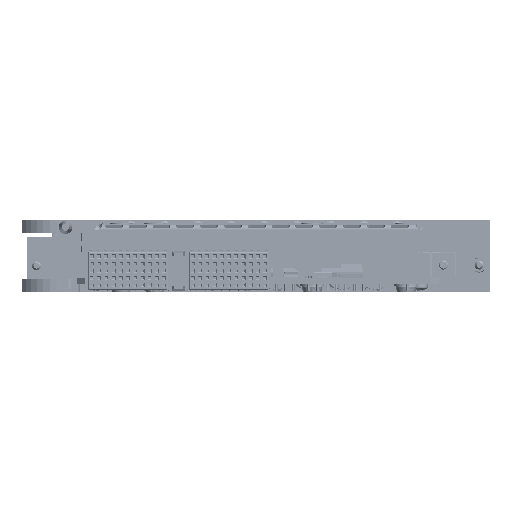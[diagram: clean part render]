
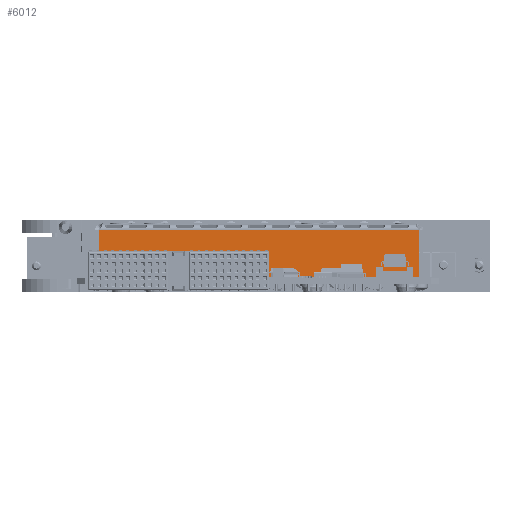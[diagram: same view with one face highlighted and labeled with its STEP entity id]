
A CAD part, left-side view. The second image highlights one B-rep face of the part: STEP entity #6012.
In plain terms, the highlighted planar face has unit normal (-1, 0, 0).
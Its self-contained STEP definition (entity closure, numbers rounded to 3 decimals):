
#6012 = ADVANCED_FACE ( 'NONE', ( #512238 ), #540634, .F. ) ;
#50405 = CARTESIAN_POINT ( 'NONE',  ( -27.72, -17.257, -6.467 ) ) ;
#50421 = DIRECTION ( 'NONE',  ( 0., 0., -1. ) ) ;
#66474 = EDGE_LOOP ( 'NONE', ( #90593, #90595, #90597, #90599, #90601, #90603, #90606, #90608 ) ) ;
#81786 = CARTESIAN_POINT ( 'NONE',  ( -27.72, -18.328, -6.467 ) ) ;
#81808 = DIRECTION ( 'NONE',  ( 0., -1., 0. ) ) ;
#81983 = CARTESIAN_POINT ( 'NONE',  ( -27.72, 33.1, 31.897 ) ) ;
#81995 = DIRECTION ( 'NONE',  ( 0., -0.707, 0.707 ) ) ;
#82092 = DIRECTION ( 'NONE',  ( 0., 1., 0. ) ) ;
#82117 = CARTESIAN_POINT ( 'NONE',  ( -27.72, 71.601, -6.467 ) ) ;
#82121 = CARTESIAN_POINT ( 'NONE',  ( -27.72, -18.328, -19.531 ) ) ;
#82125 = DIRECTION ( 'NONE',  ( 0., 0., -1. ) ) ;
#82135 = CARTESIAN_POINT ( 'NONE',  ( -27.72, -24.255, -13.603 ) ) ;
#82139 = DIRECTION ( 'NONE',  ( 0., -0.707, -0.707 ) ) ;
#82143 = CARTESIAN_POINT ( 'NONE',  ( -27.72, 71.101, -19.031 ) ) ;
#82147 = DIRECTION ( 'NONE',  ( -1., 0., 0. ) ) ;
#82151 = DIRECTION ( 'NONE',  ( 0., 0., -1. ) ) ;
#82172 = CARTESIAN_POINT ( 'NONE',  ( -27.72, -16.757, -19.031 ) ) ;
#82176 = DIRECTION ( 'NONE',  ( -1., 0., 0. ) ) ;
#82180 = DIRECTION ( 'NONE',  ( 0., 0., -1. ) ) ;
#90593 = ORIENTED_EDGE ( 'NONE', *, *, #149049, .T. ) ;
#90595 = ORIENTED_EDGE ( 'NONE', *, *, #149056, .T. ) ;
#90597 = ORIENTED_EDGE ( 'NONE', *, *, #149060, .F. ) ;
#90599 = ORIENTED_EDGE ( 'NONE', *, *, #149065, .T. ) ;
#90601 = ORIENTED_EDGE ( 'NONE', *, *, #147932, .F. ) ;
#90603 = ORIENTED_EDGE ( 'NONE', *, *, #149072, .F. ) ;
#90606 = ORIENTED_EDGE ( 'NONE', *, *, #148966, .F. ) ;
#90608 = ORIENTED_EDGE ( 'NONE', *, *, #149001, .F. ) ;
#147932 = EDGE_CURVE ( 'NONE', #184750, #184814, #672935, .T. ) ;
#148966 = EDGE_CURVE ( 'NONE', #185390, #185562, #673632, .T. ) ;
#149001 = EDGE_CURVE ( 'NONE', #185444, #185390, #673667, .T. ) ;
#149049 = EDGE_CURVE ( 'NONE', #185444, #185602, #673797, .T. ) ;
#149056 = EDGE_CURVE ( 'NONE', #185602, #185631, #673708, .T. ) ;
#149060 = EDGE_CURVE ( 'NONE', #185543, #185631, #673830, .T. ) ;
#149065 = EDGE_CURVE ( 'NONE', #185543, #184814, #673839, .T. ) ;
#149072 = EDGE_CURVE ( 'NONE', #185562, #184750, #673851, .T. ) ;
#184750 = VERTEX_POINT ( 'NONE', #345989 ) ;
#184814 = VERTEX_POINT ( 'NONE', #346039 ) ;
#185390 = VERTEX_POINT ( 'NONE', #346473 ) ;
#185444 = VERTEX_POINT ( 'NONE', #346512 ) ;
#185543 = VERTEX_POINT ( 'NONE', #346580 ) ;
#185562 = VERTEX_POINT ( 'NONE', #346594 ) ;
#185602 = VERTEX_POINT ( 'NONE', #346623 ) ;
#185631 = VERTEX_POINT ( 'NONE', #346642 ) ;
#345989 = CARTESIAN_POINT ( 'NONE',  ( -27.72, -17.257, -6.605 ) ) ;
#346039 = CARTESIAN_POINT ( 'NONE',  ( -27.72, -17.257, -19.031 ) ) ;
#346473 = CARTESIAN_POINT ( 'NONE',  ( -27.72, 71.464, -6.467 ) ) ;
#346512 = CARTESIAN_POINT ( 'NONE',  ( -27.72, 71.601, -6.605 ) ) ;
#346580 = CARTESIAN_POINT ( 'NONE',  ( -27.72, -16.757, -19.531 ) ) ;
#346594 = CARTESIAN_POINT ( 'NONE',  ( -27.72, -17.12, -6.467 ) ) ;
#346623 = CARTESIAN_POINT ( 'NONE',  ( -27.72, 71.601, -19.031 ) ) ;
#346642 = CARTESIAN_POINT ( 'NONE',  ( -27.72, 71.101, -19.531 ) ) ;
#430333 = AXIS2_PLACEMENT_3D ( 'NONE', #540685, #540691, #540698 ) ;
#502103 = AXIS2_PLACEMENT_3D ( 'NONE', #82143, #82147, #82151 ) ;
#502110 = AXIS2_PLACEMENT_3D ( 'NONE', #82172, #82176, #82180 ) ;
#512238 = FACE_OUTER_BOUND ( 'NONE', #66474, .T. ) ;
#540634 = PLANE ( 'NONE',  #430333 ) ;
#540685 = CARTESIAN_POINT ( 'NONE',  ( -27.72, -18.328, -19.531 ) ) ;
#540691 = DIRECTION ( 'NONE',  ( 1., 0., 0. ) ) ;
#540698 = DIRECTION ( 'NONE',  ( 0., 0., -1. ) ) ;
#672928 = VECTOR ( 'NONE', #50421, 1000. ) ;
#672935 = LINE ( 'NONE', #50405, #672928 ) ;
#673632 = LINE ( 'NONE', #81786, #673647 ) ;
#673647 = VECTOR ( 'NONE', #81808, 1000. ) ;
#673667 = LINE ( 'NONE', #81983, #673684 ) ;
#673684 = VECTOR ( 'NONE', #81995, 1000. ) ;
#673708 = CIRCLE ( 'NONE', #502103, 0.5 ) ;
#673797 = LINE ( 'NONE', #82117, #673821 ) ;
#673821 = VECTOR ( 'NONE', #82125, 1000. ) ;
#673830 = LINE ( 'NONE', #82121, #673844 ) ;
#673839 = CIRCLE ( 'NONE', #502110, 0.5 ) ;
#673844 = VECTOR ( 'NONE', #82092, 1000. ) ;
#673851 = LINE ( 'NONE', #82135, #673863 ) ;
#673863 = VECTOR ( 'NONE', #82139, 1000. ) ;
